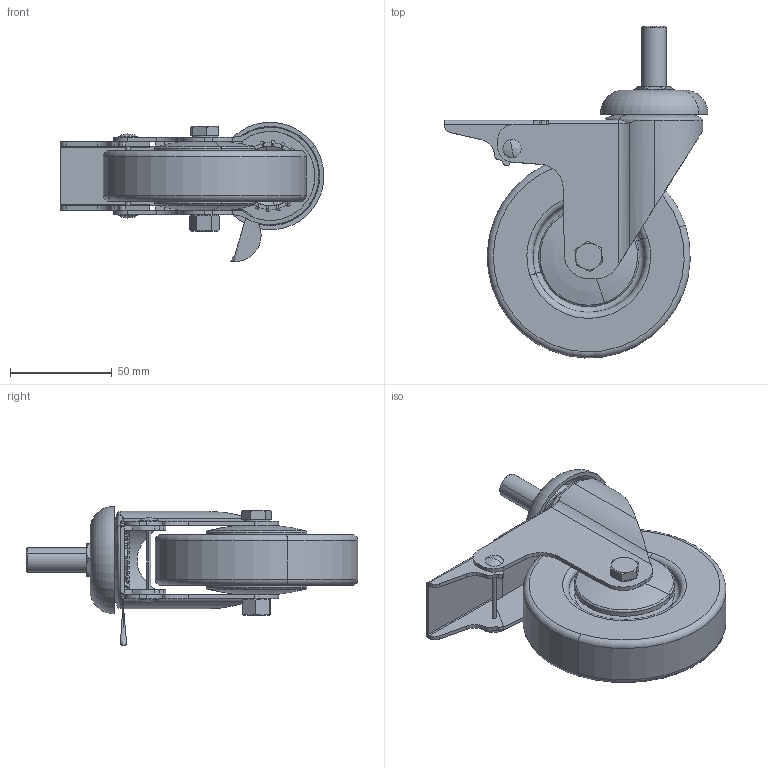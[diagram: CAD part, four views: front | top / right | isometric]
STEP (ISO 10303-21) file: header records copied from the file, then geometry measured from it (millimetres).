
FILE_DESCRIPTION (( 'STEP AP214' ), '1' );
FILE_NAME ('Ñáîðêà1.STEP', '2024-10-07T07:35:22', ( '' ), ( '' ), 'SwSTEP 2.0', 'SolidWorks 2024', '' );
FILE_SCHEMA (( 'AUTOMOTIVE_DESIGN' ));
Length unit declared in the file: millimetre
Products named in the file (12): Колесо_00; Сборка1; hex nut gradec_din_Hexagon Nut ISO 4034 - M8 - N; Дно_00; Защита_00; hex bolt gradeab_din_DIN EN 24014 - M8 x 45 x 22-N; Болт_00; Стяжка_00; Крышка_00; Основание_00; A318 Колесо с тормозом Ø100 М12х30_00; Тормоз A318_00
Assembly tree (12 placements, depth 3):
  Сборка1
    A318 Колесо с тормозом Ø100 М12х30_00
      Основание_00
      Болт_00
      Дно_00
      Крышка_00
      Колесо_00
      Защита_00  x2
      hex bolt gradeab_din_DIN EN 24014 - M8 x 45 x 22-N
      hex nut gradec_din_Hexagon Nut ISO 4034 - M8 - N
      Тормоз A318_00
      Стяжка_00
Bounding box: 129.84 x 163.46 x 68.64 mm (x, y, z)
Volume: 221669.7 mm3; surface area: 77852.4 mm2
Topology: 11 solids, 11 shells, 359 faces, 906 edges, 567 vertices
Faces by surface type: plane 150, cylinder 85, cone 70, torus 48, bspline 6
Entity records: 12002 total; most frequent: CARTESIAN_POINT 3391, ORIENTED_EDGE 1752, DIRECTION 1739, EDGE_CURVE 876, AXIS2_PLACEMENT_3D 722, VERTEX_POINT 553, EDGE_LOOP 375, CIRCLE 366
